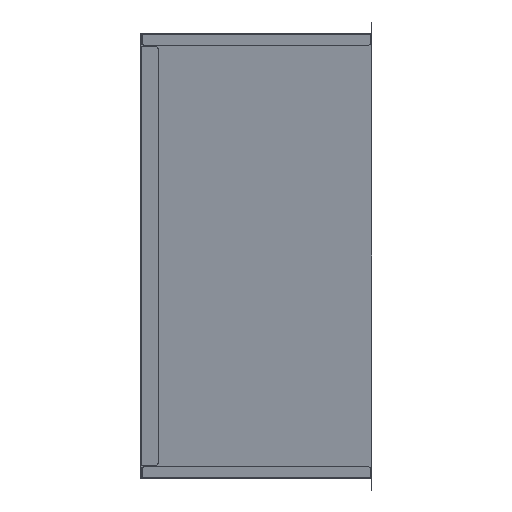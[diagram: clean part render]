
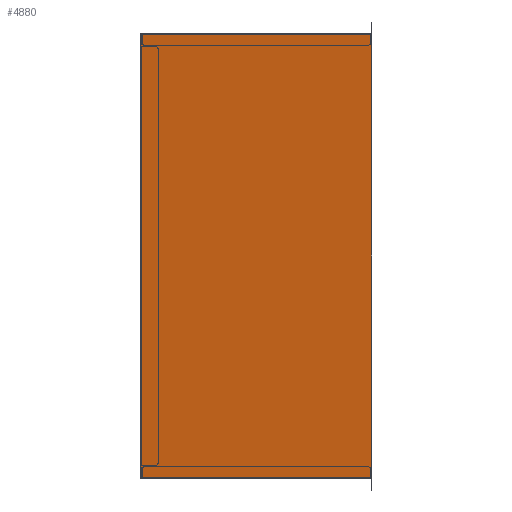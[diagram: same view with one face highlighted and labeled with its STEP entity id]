
A CAD part, front view. The second image highlights one B-rep face of the part: STEP entity #4880.
In plain terms, the highlighted face is planar.
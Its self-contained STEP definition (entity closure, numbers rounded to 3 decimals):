
#379 = CARTESIAN_POINT ( 'NONE',  ( -366., 195., 0. ) ) ;
#524 = VERTEX_POINT ( 'NONE', #6947 ) ;
#607 = CARTESIAN_POINT ( 'NONE',  ( -366., -195., 0. ) ) ;
#791 = ORIENTED_EDGE ( 'NONE', *, *, #6797, .F. ) ;
#873 = CARTESIAN_POINT ( 'NONE',  ( 366., -195., 0. ) ) ;
#1051 = CARTESIAN_POINT ( 'NONE',  ( 366., 195., 0. ) ) ;
#1330 = CARTESIAN_POINT ( 'NONE',  ( 0., 0., 0. ) ) ;
#1473 = EDGE_LOOP ( 'NONE', ( #791, #3143, #5512, #5211 ) ) ;
#1691 = EDGE_CURVE ( 'NONE', #2164, #524, #4358, .T. ) ;
#1704 = VECTOR ( 'NONE', #6917, 1000. ) ;
#1910 = VECTOR ( 'NONE', #6058, 1000. ) ;
#2164 = VERTEX_POINT ( 'NONE', #607 ) ;
#2914 = VERTEX_POINT ( 'NONE', #1051 ) ;
#2961 = LINE ( 'NONE', #4607, #4611 ) ;
#3143 = ORIENTED_EDGE ( 'NONE', *, *, #7047, .F. ) ;
#3320 = AXIS2_PLACEMENT_3D ( 'NONE', #1330, #3496, #6120 ) ;
#3350 = VERTEX_POINT ( 'NONE', #379 ) ;
#3496 = DIRECTION ( 'NONE',  ( 0., 0., 1. ) ) ;
#3921 = FACE_OUTER_BOUND ( 'NONE', #1473, .T. ) ;
#4173 = EDGE_CURVE ( 'NONE', #524, #2914, #4728, .T. ) ;
#4358 = LINE ( 'NONE', #6594, #1910 ) ;
#4601 = PLANE ( 'NONE',  #3320 ) ;
#4607 = CARTESIAN_POINT ( 'NONE',  ( -366., -195., 0. ) ) ;
#4611 = VECTOR ( 'NONE', #6731, 1000. ) ;
#4728 = LINE ( 'NONE', #873, #1704 ) ;
#4822 = LINE ( 'NONE', #7013, #5182 ) ;
#4880 = ADVANCED_FACE ( 'NONE', ( #3921 ), #4601, .F. ) ;
#5182 = VECTOR ( 'NONE', #6481, 1000. ) ;
#5211 = ORIENTED_EDGE ( 'NONE', *, *, #1691, .F. ) ;
#5512 = ORIENTED_EDGE ( 'NONE', *, *, #4173, .F. ) ;
#6058 = DIRECTION ( 'NONE',  ( 1., 0., 0. ) ) ;
#6120 = DIRECTION ( 'NONE',  ( 1., 0., 0. ) ) ;
#6481 = DIRECTION ( 'NONE',  ( -1., 0., 0. ) ) ;
#6594 = CARTESIAN_POINT ( 'NONE',  ( 366., -195., 0. ) ) ;
#6731 = DIRECTION ( 'NONE',  ( 0., -1., 0. ) ) ;
#6797 = EDGE_CURVE ( 'NONE', #3350, #2164, #2961, .T. ) ;
#6917 = DIRECTION ( 'NONE',  ( 0., 1., 0. ) ) ;
#6947 = CARTESIAN_POINT ( 'NONE',  ( 366., -195., 0. ) ) ;
#7013 = CARTESIAN_POINT ( 'NONE',  ( 366., 195., 0. ) ) ;
#7047 = EDGE_CURVE ( 'NONE', #2914, #3350, #4822, .T. ) ;
